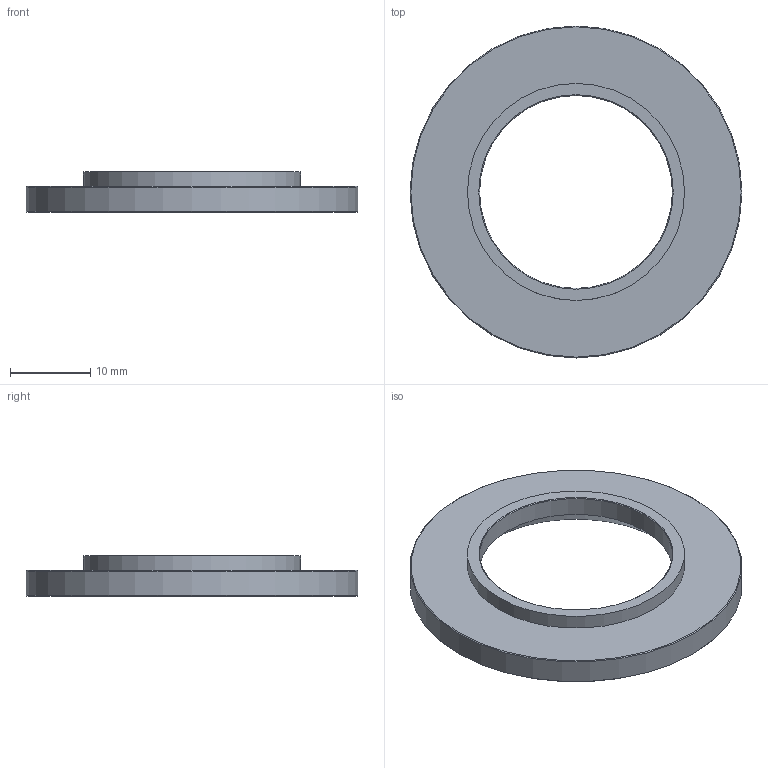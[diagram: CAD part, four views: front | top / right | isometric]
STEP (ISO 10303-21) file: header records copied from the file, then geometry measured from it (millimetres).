
FILE_DESCRIPTION(/* description */ ('Adapterring d41,3 / M27x0,5'),/* implementation_level */ '2;1');
FILE_NAME(/* name */ 'RK2036_AdapRing_M27x0_5.stp',/* time_stamp */ '2016-01-15T11:49:06+01:00',/* author */ ('REGENSPURG'),/* organization */ ('Vision & Control'),/* preprocessor_version */ 'ST-DEVELOPER v15.2',/* originating_system */ 'Autodesk Inventor 2014',/* authorisation */ '');
FILE_SCHEMA (('AUTOMOTIVE_DESIGN { 1 0 10303 214 3 1 1 }'));
Length unit declared in the file: millimetre
Products named in the file (1): 208.125.070.10_Adapterring_M27x05
Bounding box: 41.3 x 41.3 x 5 mm (x, y, z)
Volume: 2801.9 mm3; surface area: 2597.5 mm2
Topology: 1 solids, 1 shells, 10 faces, 17 edges, 10 vertices
Faces by surface type: cone 4, cylinder 3, plane 3
Full cylindrical faces by diameter (mm): 24 x1, 27 x1, 41.3 x1
Entity records: 464 total; most frequent: DIRECTION 84, CARTESIAN_POINT 62, AXIS2_PLACEMENT_3D 42, EDGE_LOOP 40, ORIENTED_EDGE 40, FACE_BOUND 24, CIRCLE 20, VERTEX_POINT 20
